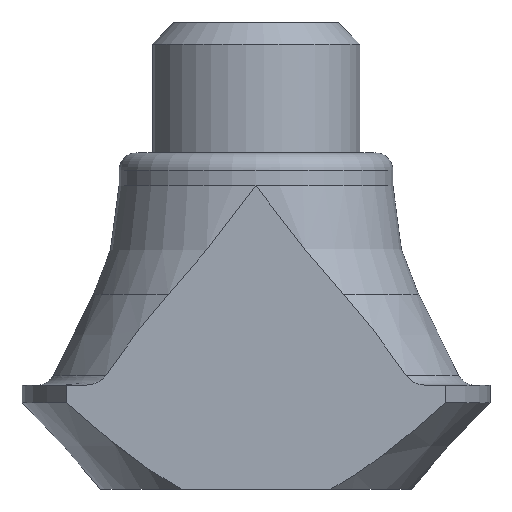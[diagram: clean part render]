
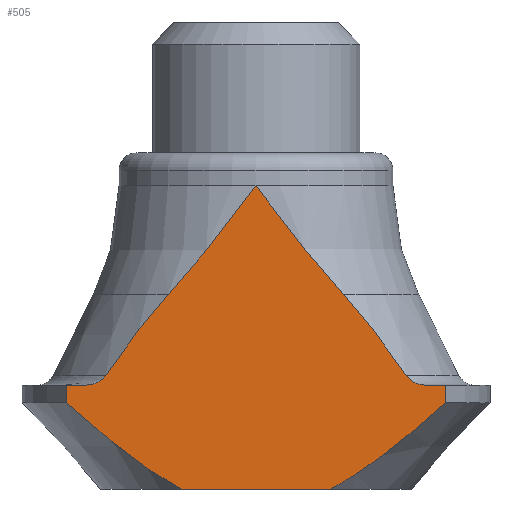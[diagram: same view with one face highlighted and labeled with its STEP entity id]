
A CAD part, left-side view. The second image highlights one B-rep face of the part: STEP entity #505.
In plain terms, the highlighted planar face has unit normal (-1, 0, 0).
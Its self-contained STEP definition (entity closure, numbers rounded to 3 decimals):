
#27=B_SPLINE_CURVE_WITH_KNOTS($,3,(#791,#792,#793,#794,#795,#796,#797,#798),
 .UNSPECIFIED.,.F.,.F.,(4,2,2,4),(0.193,0.207,0.23,
0.256),.UNSPECIFIED.);
#28=B_SPLINE_CURVE_WITH_KNOTS($,3,(#803,#804,#805,#806,#807,#808),
 .UNSPECIFIED.,.F.,.F.,(4,2,4),(0.,0.359,0.379),
 .UNSPECIFIED.);
#29=B_SPLINE_CURVE_WITH_KNOTS($,3,(#810,#811,#812,#813,#814,#815),
 .UNSPECIFIED.,.F.,.F.,(4,2,4),(4.171,4.19,4.55),
 .UNSPECIFIED.);
#30=B_SPLINE_CURVE_WITH_KNOTS($,3,(#821,#822,#823,#824,#825,#826,#827,#828),
 .UNSPECIFIED.,.F.,.F.,(4,2,2,4),(0.084,0.11,
0.133,0.147),.UNSPECIFIED.);
#35=LINE($,#781,#57);
#36=LINE($,#787,#58);
#37=LINE($,#789,#59);
#38=LINE($,#830,#60);
#39=LINE($,#831,#61);
#57=VECTOR($,#632,4.312);
#58=VECTOR($,#633,0.5);
#59=VECTOR($,#634,0.553);
#60=VECTOR($,#635,0.553);
#61=VECTOR($,#636,0.5);
#79=(
BOUNDED_CURVE()
B_SPLINE_CURVE(2,(#777,#778,#779),.UNSPECIFIED.,.F.,.F.)
B_SPLINE_CURVE_WITH_KNOTS((3,3),(0.,4.161),.UNSPECIFIED.)
CURVE()
GEOMETRIC_REPRESENTATION_ITEM()
RATIONAL_B_SPLINE_CURVE((1.,1.047,1.))
REPRESENTATION_ITEM($)
);
#80=(
BOUNDED_CURVE()
B_SPLINE_CURVE(2,(#783,#784,#785),.UNSPECIFIED.,.F.,.F.)
B_SPLINE_CURVE_WITH_KNOTS((3,3),(0.,4.161),.UNSPECIFIED.)
CURVE()
GEOMETRIC_REPRESENTATION_ITEM()
RATIONAL_B_SPLINE_CURVE((1.,1.047,1.))
REPRESENTATION_ITEM($)
);
#81=(
BOUNDED_CURVE()
B_SPLINE_CURVE(2,(#800,#801,#802),.UNSPECIFIED.,.F.,.F.)
B_SPLINE_CURVE_WITH_KNOTS((3,3),(0.,2.955),.UNSPECIFIED.)
CURVE()
GEOMETRIC_REPRESENTATION_ITEM()
RATIONAL_B_SPLINE_CURVE((1.,1.015,1.))
REPRESENTATION_ITEM($)
);
#82=(
BOUNDED_CURVE()
B_SPLINE_CURVE(2,(#817,#818,#819),.UNSPECIFIED.,.F.,.F.)
B_SPLINE_CURVE_WITH_KNOTS((3,3),(0.,2.955),.UNSPECIFIED.)
CURVE()
GEOMETRIC_REPRESENTATION_ITEM()
RATIONAL_B_SPLINE_CURVE((1.,1.015,1.))
REPRESENTATION_ITEM($)
);
#93=PLANE($,#552);
#135=FACE_OUTER_BOUND($,#174,.T.);
#174=EDGE_LOOP($,(#364,#365,#366,#367,#368,#369,#370,#371,#372,#373,#374,
#375,#376));
#240=VERTEX_POINT($,#766);
#243=VERTEX_POINT($,#775);
#244=VERTEX_POINT($,#776);
#245=VERTEX_POINT($,#780);
#246=VERTEX_POINT($,#782);
#247=VERTEX_POINT($,#786);
#248=VERTEX_POINT($,#788);
#249=VERTEX_POINT($,#790);
#250=VERTEX_POINT($,#799);
#251=VERTEX_POINT($,#809);
#252=VERTEX_POINT($,#816);
#253=VERTEX_POINT($,#820);
#254=VERTEX_POINT($,#829);
#292=EDGE_CURVE($,#243,#244,#79,.T.);
#293=EDGE_CURVE($,#245,#243,#35,.T.);
#294=EDGE_CURVE($,#246,#245,#80,.T.);
#295=EDGE_CURVE($,#247,#246,#36,.T.);
#296=EDGE_CURVE($,#248,#247,#37,.T.);
#297=EDGE_CURVE($,#249,#248,#27,.T.);
#298=EDGE_CURVE($,#250,#249,#81,.T.);
#299=EDGE_CURVE($,#240,#250,#28,.T.);
#300=EDGE_CURVE($,#251,#240,#29,.T.);
#301=EDGE_CURVE($,#252,#251,#82,.T.);
#302=EDGE_CURVE($,#253,#252,#30,.T.);
#303=EDGE_CURVE($,#254,#253,#38,.T.);
#304=EDGE_CURVE($,#244,#254,#39,.T.);
#364=ORIENTED_EDGE($,*,*,#292,.F.);
#365=ORIENTED_EDGE($,*,*,#293,.F.);
#366=ORIENTED_EDGE($,*,*,#294,.F.);
#367=ORIENTED_EDGE($,*,*,#295,.F.);
#368=ORIENTED_EDGE($,*,*,#296,.F.);
#369=ORIENTED_EDGE($,*,*,#297,.F.);
#370=ORIENTED_EDGE($,*,*,#298,.F.);
#371=ORIENTED_EDGE($,*,*,#299,.F.);
#372=ORIENTED_EDGE($,*,*,#300,.F.);
#373=ORIENTED_EDGE($,*,*,#301,.F.);
#374=ORIENTED_EDGE($,*,*,#302,.F.);
#375=ORIENTED_EDGE($,*,*,#303,.F.);
#376=ORIENTED_EDGE($,*,*,#304,.F.);
#505=ADVANCED_FACE($,(#135),#93,.T.);
#552=AXIS2_PLACEMENT_3D($,#774,#630,#631);
#630=DIRECTION('center_axis',(-1.,0.,0.));
#631=DIRECTION('ref_axis',(0.,0.,1.));
#632=DIRECTION($,(0.,1.,0.));
#633=DIRECTION($,(0.,0.,-1.));
#634=DIRECTION($,(0.,-1.,0.));
#635=DIRECTION($,(0.,-1.,0.));
#636=DIRECTION($,(0.,0.,1.));
#766=CARTESIAN_POINT('',(-3.95,0.,8.75));
#774=CARTESIAN_POINT('Origin',(-3.95,0.,6.));
#775=CARTESIAN_POINT('',(-3.95,2.156,0.));
#776=CARTESIAN_POINT('',(-3.95,5.474,2.5));
#777=CARTESIAN_POINT('Ctrl Pts',(-3.95,2.156,0.));
#778=CARTESIAN_POINT('Ctrl Pts',(-3.95,3.483,0.706));
#779=CARTESIAN_POINT('Ctrl Pts',(-3.95,5.474,2.5));
#780=CARTESIAN_POINT('',(-3.95,-2.156,0.));
#781=CARTESIAN_POINT($,(-3.95,0.,0.));
#782=CARTESIAN_POINT('',(-3.95,-5.474,2.5));
#783=CARTESIAN_POINT('Ctrl Pts',(-3.95,-5.474,2.5));
#784=CARTESIAN_POINT('Ctrl Pts',(-3.95,-3.483,0.706));
#785=CARTESIAN_POINT('Ctrl Pts',(-3.95,-2.156,0.));
#786=CARTESIAN_POINT('',(-3.95,-5.474,3.));
#787=CARTESIAN_POINT($,(-3.95,-5.474,2.75));
#788=CARTESIAN_POINT('',(-3.95,-4.92,3.));
#789=CARTESIAN_POINT($,(-3.95,0.,3.));
#790=CARTESIAN_POINT('',(-3.95,-4.332,3.276));
#791=CARTESIAN_POINT('Ctrl Pts',(-3.95,-4.332,3.276));
#792=CARTESIAN_POINT('Ctrl Pts',(-3.95,-4.36,3.235));
#793=CARTESIAN_POINT('Ctrl Pts',(-3.95,-4.397,3.196));
#794=CARTESIAN_POINT('Ctrl Pts',(-3.95,-4.493,3.116));
#795=CARTESIAN_POINT('Ctrl Pts',(-3.95,-4.576,3.071));
#796=CARTESIAN_POINT('Ctrl Pts',(-3.95,-4.731,3.017));
#797=CARTESIAN_POINT('Ctrl Pts',(-3.95,-4.834,3.));
#798=CARTESIAN_POINT('Ctrl Pts',(-3.95,-4.92,3.));
#799=CARTESIAN_POINT('',(-3.95,-2.53,5.616));
#800=CARTESIAN_POINT('Ctrl Pts',(-3.95,-2.53,5.616));
#801=CARTESIAN_POINT('Ctrl Pts',(-3.95,-3.331,4.753));
#802=CARTESIAN_POINT('Ctrl Pts',(-3.95,-4.332,3.276));
#803=CARTESIAN_POINT('Ctrl Pts',(-3.95,0.,8.75));
#804=CARTESIAN_POINT('Ctrl Pts',(-3.95,-0.719,7.792));
#805=CARTESIAN_POINT('Ctrl Pts',(-3.95,-1.51,6.736));
#806=CARTESIAN_POINT('Ctrl Pts',(-3.95,-2.435,5.719));
#807=CARTESIAN_POINT('Ctrl Pts',(-3.95,-2.483,5.667));
#808=CARTESIAN_POINT('Ctrl Pts',(-3.95,-2.53,5.616));
#809=CARTESIAN_POINT('',(-3.95,2.53,5.616));
#810=CARTESIAN_POINT('Ctrl Pts',(-3.95,2.53,5.616));
#811=CARTESIAN_POINT('Ctrl Pts',(-3.95,2.483,5.667));
#812=CARTESIAN_POINT('Ctrl Pts',(-3.95,2.435,5.719));
#813=CARTESIAN_POINT('Ctrl Pts',(-3.95,1.51,6.736));
#814=CARTESIAN_POINT('Ctrl Pts',(-3.95,0.719,7.792));
#815=CARTESIAN_POINT('Ctrl Pts',(-3.95,0.,8.75));
#816=CARTESIAN_POINT('',(-3.95,4.332,3.276));
#817=CARTESIAN_POINT('Ctrl Pts',(-3.95,4.332,3.276));
#818=CARTESIAN_POINT('Ctrl Pts',(-3.95,3.331,4.753));
#819=CARTESIAN_POINT('Ctrl Pts',(-3.95,2.53,5.616));
#820=CARTESIAN_POINT('',(-3.95,4.92,3.));
#821=CARTESIAN_POINT('Ctrl Pts',(-3.95,4.92,3.));
#822=CARTESIAN_POINT('Ctrl Pts',(-3.95,4.834,3.));
#823=CARTESIAN_POINT('Ctrl Pts',(-3.95,4.731,3.017));
#824=CARTESIAN_POINT('Ctrl Pts',(-3.95,4.576,3.071));
#825=CARTESIAN_POINT('Ctrl Pts',(-3.95,4.493,3.116));
#826=CARTESIAN_POINT('Ctrl Pts',(-3.95,4.397,3.196));
#827=CARTESIAN_POINT('Ctrl Pts',(-3.95,4.36,3.235));
#828=CARTESIAN_POINT('Ctrl Pts',(-3.95,4.332,3.276));
#829=CARTESIAN_POINT('',(-3.95,5.474,3.));
#830=CARTESIAN_POINT($,(-3.95,0.,3.));
#831=CARTESIAN_POINT($,(-3.95,5.474,2.75));
